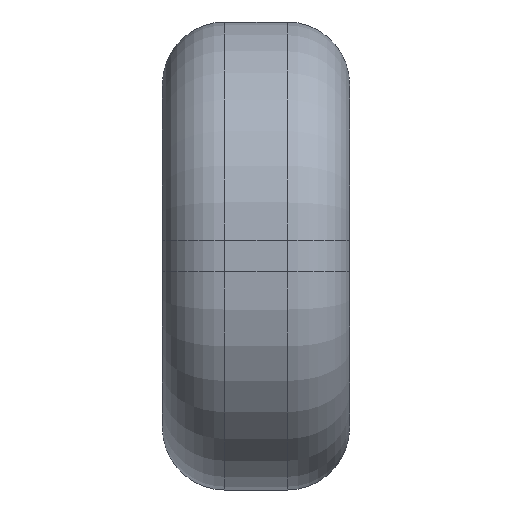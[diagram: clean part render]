
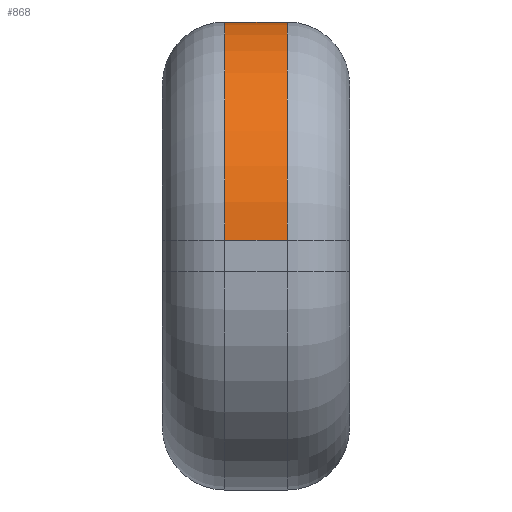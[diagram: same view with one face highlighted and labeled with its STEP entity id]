
A CAD part, left-side view. The second image highlights one B-rep face of the part: STEP entity #868.
In plain terms, the highlighted cylindrical face has radius 3.5 mm (diameter 7 mm), a partial arc.
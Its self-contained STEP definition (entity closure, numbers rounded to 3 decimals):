
#94 = AXIS2_PLACEMENT_3D ( 'NONE', #909, #1577, #388 ) ;
#205 = EDGE_CURVE ( 'NONE', #601, #274, #738, .T. ) ;
#269 = DIRECTION ( 'NONE',  ( 0., 1., 0. ) ) ;
#274 = VERTEX_POINT ( 'NONE', #1130 ) ;
#285 = CIRCLE ( 'NONE', #1257, 3.5 ) ;
#330 = ORIENTED_EDGE ( 'NONE', *, *, #205, .F. ) ;
#353 = EDGE_CURVE ( 'NONE', #601, #832, #1576, .T. ) ;
#386 = VECTOR ( 'NONE', #488, 1000. ) ;
#388 = DIRECTION ( 'NONE',  ( 0., 0., 1. ) ) ;
#469 = CARTESIAN_POINT ( 'NONE',  ( -9., 0., 3.75 ) ) ;
#484 = EDGE_CURVE ( 'NONE', #1603, #274, #285, .T. ) ;
#488 = DIRECTION ( 'NONE',  ( 0., -1., 0. ) ) ;
#530 = FACE_OUTER_BOUND ( 'NONE', #1368, .T. ) ;
#552 = CYLINDRICAL_SURFACE ( 'NONE', #569, 3.5 ) ;
#555 = CARTESIAN_POINT ( 'NONE',  ( -12.5, 1., 0.25 ) ) ;
#569 = AXIS2_PLACEMENT_3D ( 'NONE', #1078, #269, #1604 ) ;
#601 = VERTEX_POINT ( 'NONE', #1182 ) ;
#621 = CARTESIAN_POINT ( 'NONE',  ( -9., 1., 0.25 ) ) ;
#738 = LINE ( 'NONE', #469, #386 ) ;
#747 = ORIENTED_EDGE ( 'NONE', *, *, #1438, .F. ) ;
#750 = VECTOR ( 'NONE', #1544, 1000. ) ;
#821 = CARTESIAN_POINT ( 'NONE',  ( -12.5, 2., 0.25 ) ) ;
#832 = VERTEX_POINT ( 'NONE', #821 ) ;
#868 = ADVANCED_FACE ( 'NONE', ( #530 ), #552, .T. ) ;
#904 = CARTESIAN_POINT ( 'NONE',  ( -12.5, 3., 0.25 ) ) ;
#909 = CARTESIAN_POINT ( 'NONE',  ( -9., 2., 0.25 ) ) ;
#911 = ORIENTED_EDGE ( 'NONE', *, *, #353, .T. ) ;
#984 = DIRECTION ( 'NONE',  ( 0., 1., 0. ) ) ;
#1078 = CARTESIAN_POINT ( 'NONE',  ( -9., 3., 0.25 ) ) ;
#1130 = CARTESIAN_POINT ( 'NONE',  ( -9., 1., 3.75 ) ) ;
#1182 = CARTESIAN_POINT ( 'NONE',  ( -9., 2., 3.75 ) ) ;
#1257 = AXIS2_PLACEMENT_3D ( 'NONE', #621, #984, #1514 ) ;
#1300 = LINE ( 'NONE', #904, #750 ) ;
#1368 = EDGE_LOOP ( 'NONE', ( #330, #911, #747, #1412 ) ) ;
#1412 = ORIENTED_EDGE ( 'NONE', *, *, #484, .T. ) ;
#1438 = EDGE_CURVE ( 'NONE', #1603, #832, #1300, .T. ) ;
#1514 = DIRECTION ( 'NONE',  ( 0., 0., 1. ) ) ;
#1544 = DIRECTION ( 'NONE',  ( 0., 1., 0. ) ) ;
#1576 = CIRCLE ( 'NONE', #94, 3.5 ) ;
#1577 = DIRECTION ( 'NONE',  ( 0., -1., 0. ) ) ;
#1603 = VERTEX_POINT ( 'NONE', #555 ) ;
#1604 = DIRECTION ( 'NONE',  ( 0., 0., 1. ) ) ;
